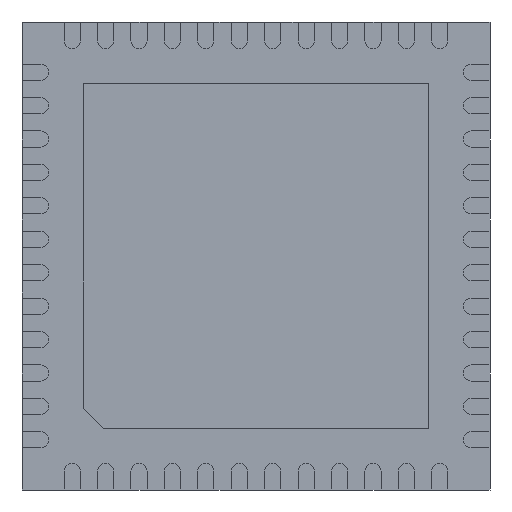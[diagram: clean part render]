
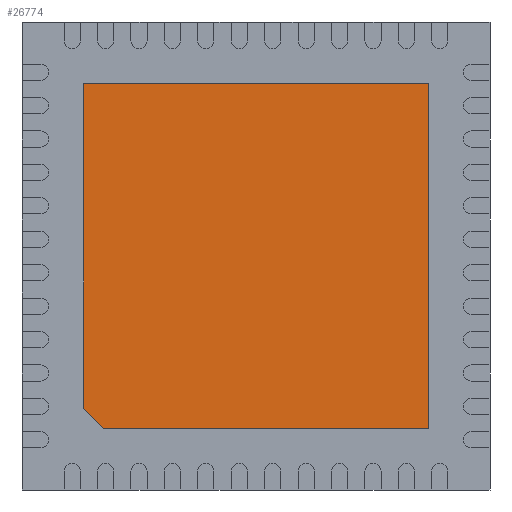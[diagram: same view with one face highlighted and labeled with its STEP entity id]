
A CAD part, front view. The second image highlights one B-rep face of the part: STEP entity #26774.
In plain terms, the highlighted planar face has unit normal (0, -1, 0).
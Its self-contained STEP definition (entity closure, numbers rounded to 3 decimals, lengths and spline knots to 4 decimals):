
#2440=FACE_OUTER_BOUND('',#3965,.T.);
#3965=EDGE_LOOP('',(#17890,#17891,#17892,#17893,#17894));
#5568=LINE('',#34468,#8229);
#5571=LINE('',#34474,#8232);
#5574=LINE('',#34480,#8235);
#5577=LINE('',#34486,#8238);
#5580=LINE('',#34490,#8241);
#8229=VECTOR('',#29617,1000.);
#8232=VECTOR('',#29622,1000.);
#8235=VECTOR('',#29627,1000.);
#8238=VECTOR('',#29632,1000.);
#8241=VECTOR('',#29637,1000.);
#10874=VERTEX_POINT('',#34465);
#10875=VERTEX_POINT('',#34467);
#10877=VERTEX_POINT('',#34473);
#10879=VERTEX_POINT('',#34479);
#10881=VERTEX_POINT('',#34485);
#13654=EDGE_CURVE('',#10875,#10874,#5568,.T.);
#13657=EDGE_CURVE('',#10877,#10875,#5571,.T.);
#13660=EDGE_CURVE('',#10879,#10877,#5574,.T.);
#13663=EDGE_CURVE('',#10881,#10879,#5577,.T.);
#13666=EDGE_CURVE('',#10874,#10881,#5580,.T.);
#17890=ORIENTED_EDGE('',*,*,#13654,.T.);
#17891=ORIENTED_EDGE('',*,*,#13666,.T.);
#17892=ORIENTED_EDGE('',*,*,#13663,.T.);
#17893=ORIENTED_EDGE('',*,*,#13660,.T.);
#17894=ORIENTED_EDGE('',*,*,#13657,.T.);
#25967=PLANE('',#28379);
#26774=ADVANCED_FACE('',(#2440),#25967,.T.);
#28379=AXIS2_PLACEMENT_3D('',#34491,#29638,#29639);
#29617=DIRECTION('',(0.,0.,-1.));
#29622=DIRECTION('',(-1.,0.,0.));
#29627=DIRECTION('',(0.,0.,1.));
#29632=DIRECTION('',(1.,0.,0.));
#29637=DIRECTION('',(0.707,0.,-0.707));
#29638=DIRECTION('center_axis',(0.,-1.,0.));
#29639=DIRECTION('ref_axis',(0.,0.,-1.));
#34465=CARTESIAN_POINT('',(-2.575,0.,-2.275));
#34467=CARTESIAN_POINT('',(-2.575,0.,2.575));
#34468=CARTESIAN_POINT('',(-2.575,0.,2.575));
#34473=CARTESIAN_POINT('',(2.575,0.,2.575));
#34474=CARTESIAN_POINT('',(-2.575,0.,2.575));
#34479=CARTESIAN_POINT('',(2.575,0.,-2.575));
#34480=CARTESIAN_POINT('',(2.575,0.,2.575));
#34485=CARTESIAN_POINT('',(-2.275,0.,-2.575));
#34486=CARTESIAN_POINT('',(-2.275,0.,-2.575));
#34490=CARTESIAN_POINT('',(-2.575,0.,-2.275));
#34491=CARTESIAN_POINT('Origin',(0.,0.,0.));
